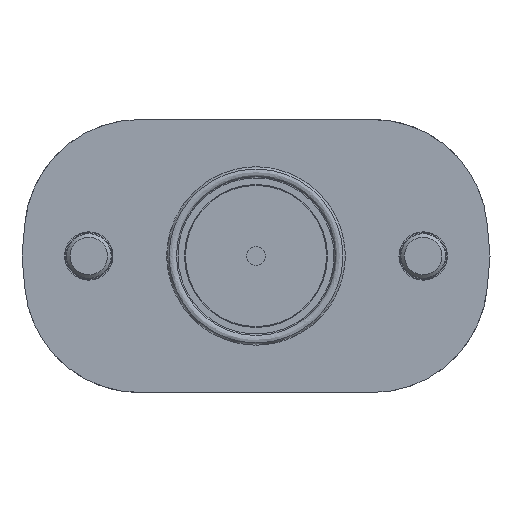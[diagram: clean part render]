
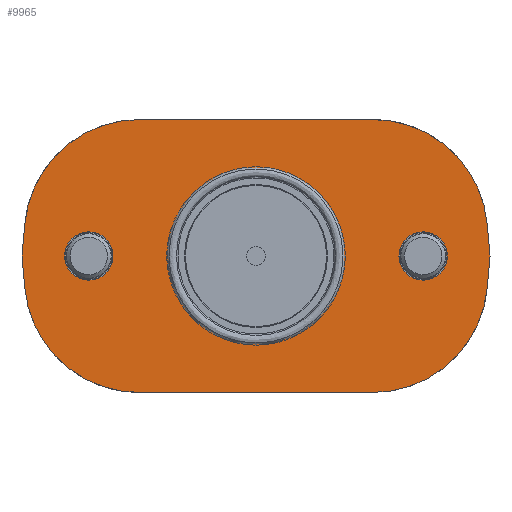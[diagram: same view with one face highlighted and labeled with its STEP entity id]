
A CAD part, front view. The second image highlights one B-rep face of the part: STEP entity #9965.
In plain terms, the highlighted planar face has unit normal (0, -1, 0).
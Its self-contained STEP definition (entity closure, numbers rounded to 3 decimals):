
#1465 = CARTESIAN_POINT ( 'NONE',  ( 45., -21.925, 6.5 ) ) ;
#2984 = ORIENTED_EDGE ( 'NONE', *, *, #39283, .T. ) ;
#3126 = EDGE_LOOP ( 'NONE', ( #59164, #36006, #42386, #59616, #20841, #56656, #69131, #68579, #48442, #65977 ) ) ;
#3382 = EDGE_CURVE ( 'NONE', #51464, #72890, #39162, .T. ) ;
#3952 = CIRCLE ( 'NONE', #46827, 6.5 ) ;
#5616 = EDGE_CURVE ( 'NONE', #33863, #51464, #13583, .T. ) ;
#6296 = CARTESIAN_POINT ( 'NONE',  ( -45., -21.925, 6.5 ) ) ;
#6775 = EDGE_CURVE ( 'NONE', #14540, #7603, #56206, .T. ) ;
#7264 = VERTEX_POINT ( 'NONE', #16188 ) ;
#7603 = VERTEX_POINT ( 'NONE', #43472 ) ;
#8210 = VERTEX_POINT ( 'NONE', #65789 ) ;
#8659 = EDGE_LOOP ( 'NONE', ( #12087 ) ) ;
#8797 = CIRCLE ( 'NONE', #65126, 31. ) ;
#9628 = VECTOR ( 'NONE', #73590, 1000. ) ;
#9965 = ADVANCED_FACE ( 'NONE', ( #40385, #30772, #36490, #42965 ), #63506, .F. ) ;
#10735 = DIRECTION ( 'NONE',  ( 0., 0., -1. ) ) ;
#12087 = ORIENTED_EDGE ( 'NONE', *, *, #65308, .F. ) ;
#12212 = CARTESIAN_POINT ( 'NONE',  ( -62.261, -21.925, -8.452 ) ) ;
#12755 = VERTEX_POINT ( 'NONE', #6296 ) ;
#13430 = CARTESIAN_POINT ( 'NONE',  ( 31.379, -21.925, -5.75 ) ) ;
#13583 = LINE ( 'NONE', #36970, #9628 ) ;
#13689 = DIRECTION ( 'NONE',  ( 0., 1., 0. ) ) ;
#14540 = VERTEX_POINT ( 'NONE', #73400 ) ;
#15442 = LINE ( 'NONE', #30770, #55950 ) ;
#15931 = VECTOR ( 'NONE', #22063, 1000. ) ;
#16188 = CARTESIAN_POINT ( 'NONE',  ( 62.261, -21.925, 8.452 ) ) ;
#16312 = AXIS2_PLACEMENT_3D ( 'NONE', #51987, #17383, #57580 ) ;
#17383 = DIRECTION ( 'NONE',  ( 0., -1., 0. ) ) ;
#19003 = CARTESIAN_POINT ( 'NONE',  ( -31.379, -21.925, -36.75 ) ) ;
#19252 = CIRCLE ( 'NONE', #54683, 31. ) ;
#20841 = ORIENTED_EDGE ( 'NONE', *, *, #3382, .F. ) ;
#21530 = EDGE_CURVE ( 'NONE', #12755, #12755, #3952, .T. ) ;
#21829 = CARTESIAN_POINT ( 'NONE',  ( -62.261, -21.925, -8.452 ) ) ;
#22063 = DIRECTION ( 'NONE',  ( -0.087, 0., -0.996 ) ) ;
#22130 = CARTESIAN_POINT ( 'NONE',  ( -62.261, -21.925, 8.452 ) ) ;
#23709 = CIRCLE ( 'NONE', #48106, 6.5 ) ;
#24497 = CARTESIAN_POINT ( 'NONE',  ( -31.379, -21.925, -36.75 ) ) ;
#24696 = DIRECTION ( 'NONE',  ( 0., 1., 0. ) ) ;
#24973 = CIRCLE ( 'NONE', #16312, 23.4 ) ;
#25235 = CARTESIAN_POINT ( 'NONE',  ( 31.379, -21.925, 5.75 ) ) ;
#25866 = CARTESIAN_POINT ( 'NONE',  ( -31.379, -21.925, -5.75 ) ) ;
#26985 = EDGE_LOOP ( 'NONE', ( #53414 ) ) ;
#27929 = EDGE_CURVE ( 'NONE', #72890, #59134, #52171, .T. ) ;
#29377 = CARTESIAN_POINT ( 'NONE',  ( 31.379, -21.925, 5.75 ) ) ;
#30770 = CARTESIAN_POINT ( 'NONE',  ( 62.261, -21.925, 8.452 ) ) ;
#30772 = FACE_BOUND ( 'NONE', #33145, .T. ) ;
#31110 = DIRECTION ( 'NONE',  ( 0., 0., 1. ) ) ;
#31779 = DIRECTION ( 'NONE',  ( 0., 0., 1. ) ) ;
#32032 = CARTESIAN_POINT ( 'NONE',  ( 45., -21.925, 0. ) ) ;
#32299 = DIRECTION ( 'NONE',  ( 0., 1., 0. ) ) ;
#32886 = VERTEX_POINT ( 'NONE', #19003 ) ;
#33145 = EDGE_LOOP ( 'NONE', ( #2984 ) ) ;
#33377 = EDGE_CURVE ( 'NONE', #34066, #33863, #71380, .T. ) ;
#33863 = VERTEX_POINT ( 'NONE', #58514 ) ;
#34066 = VERTEX_POINT ( 'NONE', #21829 ) ;
#34071 = EDGE_CURVE ( 'NONE', #40664, #14540, #51373, .T. ) ;
#35219 = DIRECTION ( 'NONE',  ( 0., 0., 1. ) ) ;
#35380 = AXIS2_PLACEMENT_3D ( 'NONE', #13430, #13689, #65523 ) ;
#36006 = ORIENTED_EDGE ( 'NONE', *, *, #40205, .F. ) ;
#36292 = LINE ( 'NONE', #24497, #49933 ) ;
#36490 = FACE_OUTER_BOUND ( 'NONE', #3126, .T. ) ;
#36970 = CARTESIAN_POINT ( 'NONE',  ( -62.261, -21.925, 8.452 ) ) ;
#37821 = DIRECTION ( 'NONE',  ( 0., 0., 1. ) ) ;
#38932 = AXIS2_PLACEMENT_3D ( 'NONE', #29377, #68833, #35219 ) ;
#39162 = CIRCLE ( 'NONE', #71156, 31. ) ;
#39283 = EDGE_CURVE ( 'NONE', #68848, #68848, #23709, .T. ) ;
#40205 = EDGE_CURVE ( 'NONE', #7264, #40664, #15442, .T. ) ;
#40385 = FACE_BOUND ( 'NONE', #26985, .T. ) ;
#40664 = VERTEX_POINT ( 'NONE', #53415 ) ;
#41605 = CARTESIAN_POINT ( 'NONE',  ( -31.379, -21.925, 36.75 ) ) ;
#42386 = ORIENTED_EDGE ( 'NONE', *, *, #43829, .F. ) ;
#42965 = FACE_BOUND ( 'NONE', #8659, .T. ) ;
#43472 = CARTESIAN_POINT ( 'NONE',  ( 31.379, -21.925, -36.75 ) ) ;
#43829 = EDGE_CURVE ( 'NONE', #59134, #7264, #19252, .T. ) ;
#44777 = CARTESIAN_POINT ( 'NONE',  ( -31.379, -21.925, 5.75 ) ) ;
#45904 = EDGE_CURVE ( 'NONE', #7603, #32886, #36292, .T. ) ;
#46827 = AXIS2_PLACEMENT_3D ( 'NONE', #59041, #24696, #64586 ) ;
#48106 = AXIS2_PLACEMENT_3D ( 'NONE', #32032, #71575, #37821 ) ;
#48442 = ORIENTED_EDGE ( 'NONE', *, *, #45904, .F. ) ;
#49382 = CARTESIAN_POINT ( 'NONE',  ( 31.379, -21.925, 36.75 ) ) ;
#49933 = VECTOR ( 'NONE', #53298, 1000. ) ;
#51373 = LINE ( 'NONE', #56533, #15931 ) ;
#51464 = VERTEX_POINT ( 'NONE', #22130 ) ;
#51987 = CARTESIAN_POINT ( 'NONE',  ( 0., -21.925, 0. ) ) ;
#52171 = LINE ( 'NONE', #53520, #53914 ) ;
#52779 = DIRECTION ( 'NONE',  ( -0.087, 0., 0.996 ) ) ;
#53298 = DIRECTION ( 'NONE',  ( -1., 0., 0. ) ) ;
#53414 = ORIENTED_EDGE ( 'NONE', *, *, #21530, .T. ) ;
#53415 = CARTESIAN_POINT ( 'NONE',  ( 63., -21.925, 0. ) ) ;
#53520 = CARTESIAN_POINT ( 'NONE',  ( -31.379, -21.925, 36.75 ) ) ;
#53914 = VECTOR ( 'NONE', #69959, 1000. ) ;
#54683 = AXIS2_PLACEMENT_3D ( 'NONE', #25235, #65102, #31110 ) ;
#55950 = VECTOR ( 'NONE', #59247, 1000. ) ;
#56206 = CIRCLE ( 'NONE', #35380, 31. ) ;
#56533 = CARTESIAN_POINT ( 'NONE',  ( 62.261, -21.925, -8.452 ) ) ;
#56656 = ORIENTED_EDGE ( 'NONE', *, *, #5616, .F. ) ;
#57580 = DIRECTION ( 'NONE',  ( 0., 0., -1. ) ) ;
#58514 = CARTESIAN_POINT ( 'NONE',  ( -63., -21.925, 0. ) ) ;
#59041 = CARTESIAN_POINT ( 'NONE',  ( -45., -21.925, 0. ) ) ;
#59134 = VERTEX_POINT ( 'NONE', #49382 ) ;
#59164 = ORIENTED_EDGE ( 'NONE', *, *, #34071, .F. ) ;
#59247 = DIRECTION ( 'NONE',  ( 0.087, 0., -0.996 ) ) ;
#59616 = ORIENTED_EDGE ( 'NONE', *, *, #27929, .F. ) ;
#63506 = PLANE ( 'NONE',  #38932 ) ;
#64586 = DIRECTION ( 'NONE',  ( 0., 0., 1. ) ) ;
#64835 = VECTOR ( 'NONE', #52779, 1000. ) ;
#65102 = DIRECTION ( 'NONE',  ( 0., 1., 0. ) ) ;
#65126 = AXIS2_PLACEMENT_3D ( 'NONE', #25866, #65707, #31779 ) ;
#65308 = EDGE_CURVE ( 'NONE', #8210, #8210, #24973, .T. ) ;
#65523 = DIRECTION ( 'NONE',  ( 0., 0., -1. ) ) ;
#65707 = DIRECTION ( 'NONE',  ( 0., 1., 0. ) ) ;
#65789 = CARTESIAN_POINT ( 'NONE',  ( 0., -21.925, -23.4 ) ) ;
#65977 = ORIENTED_EDGE ( 'NONE', *, *, #6775, .F. ) ;
#67221 = EDGE_CURVE ( 'NONE', #32886, #34066, #8797, .T. ) ;
#68579 = ORIENTED_EDGE ( 'NONE', *, *, #67221, .F. ) ;
#68833 = DIRECTION ( 'NONE',  ( 0., 1., 0. ) ) ;
#68848 = VERTEX_POINT ( 'NONE', #1465 ) ;
#69131 = ORIENTED_EDGE ( 'NONE', *, *, #33377, .F. ) ;
#69959 = DIRECTION ( 'NONE',  ( 1., 0., 0. ) ) ;
#71156 = AXIS2_PLACEMENT_3D ( 'NONE', #44777, #32299, #10735 ) ;
#71380 = LINE ( 'NONE', #12212, #64835 ) ;
#71575 = DIRECTION ( 'NONE',  ( 0., 1., 0. ) ) ;
#72890 = VERTEX_POINT ( 'NONE', #41605 ) ;
#73400 = CARTESIAN_POINT ( 'NONE',  ( 62.261, -21.925, -8.452 ) ) ;
#73590 = DIRECTION ( 'NONE',  ( 0.087, 0., 0.996 ) ) ;
